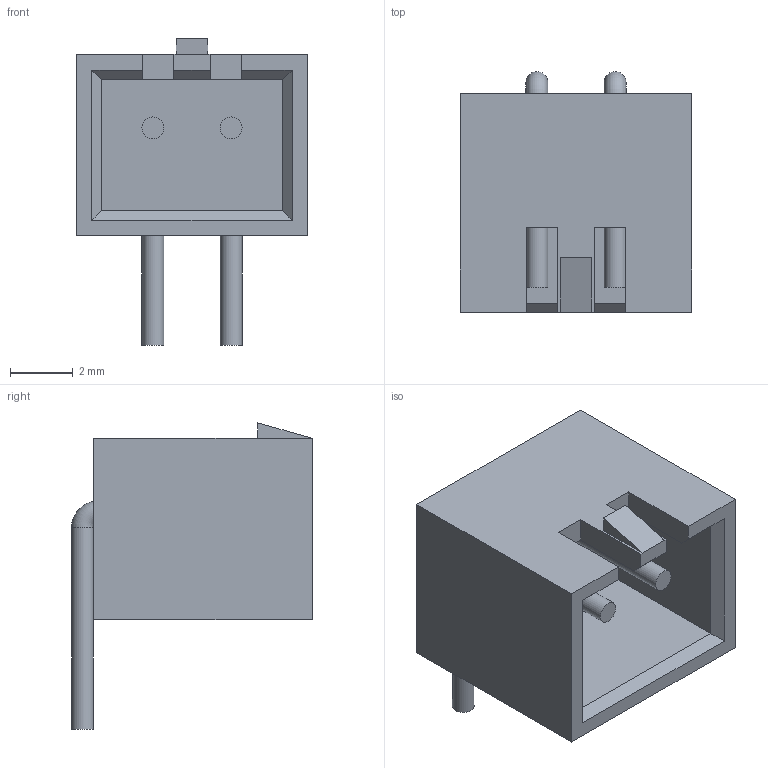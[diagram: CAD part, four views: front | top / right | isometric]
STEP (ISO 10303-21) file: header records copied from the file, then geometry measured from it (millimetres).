
FILE_DESCRIPTION(/* description */ (''),/* implementation_level */ '2;1');
FILE_NAME(/* name */ 'SMAW250-02P.stp',/* time_stamp */ '2020-02-18T14:54:52+09:00',/* author */ ('TO'),/* organization */ (''),/* preprocessor_version */ 'ST-DEVELOPER v18',/* originating_system */ 'Autodesk Inventor 2020',/* authorisation */ '');
FILE_SCHEMA (('AUTOMOTIVE_DESIGN { 1 0 10303 214 3 1 1 }'));
Length unit declared in the file: millimetre
Products named in the file (1): SMAW250-02P
Bounding box: 7.4 x 7.7 x 9.8 mm (x, y, z)
Volume: 184.1 mm3; surface area: 426.7 mm2
Topology: 3 solids, 3 shells, 38 faces, 98 edges, 66 vertices
Faces by surface type: plane 32, cylinder 4, torus 2
Full cylindrical faces by diameter (mm): 0.7 x4
Entity records: 1217 total; most frequent: CARTESIAN_POINT 203, DIRECTION 198, ORIENTED_EDGE 196, EDGE_CURVE 98, LINE 76, VECTOR 76, VERTEX_POINT 66, AXIS2_PLACEMENT_3D 61
